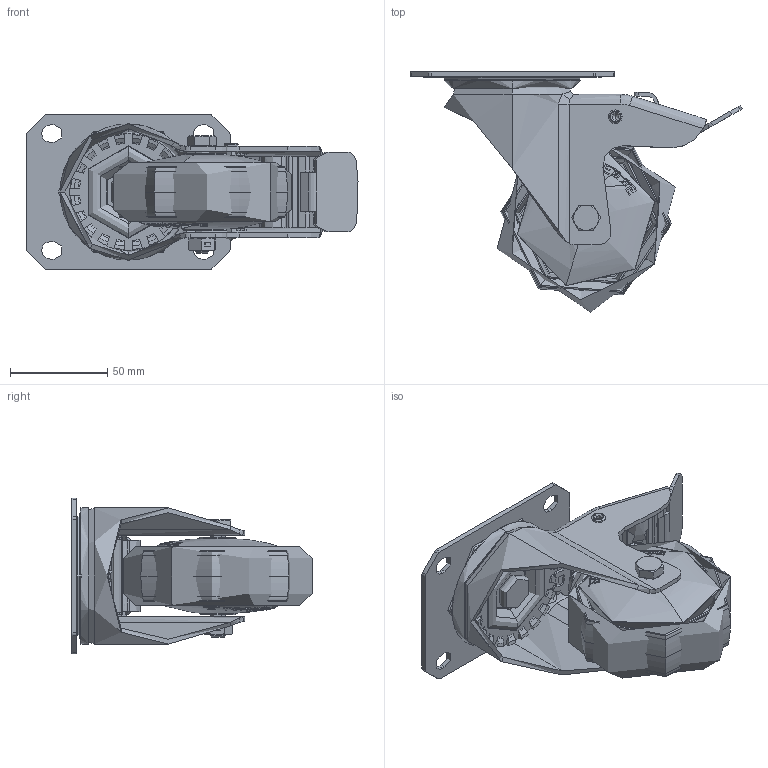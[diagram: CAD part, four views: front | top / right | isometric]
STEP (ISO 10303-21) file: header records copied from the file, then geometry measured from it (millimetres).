
FILE_DESCRIPTION (( 'STEP AP214' ), '1' );
FILE_NAME ('0055709.step', '2023-08-08T08:19:06', ( '' ), ( '' ), 'SwSTEP 2.0', 'SolidWorks 2020', '' );
FILE_SCHEMA (( 'AUTOMOTIVE_DESIGN' ));
Length unit declared in the file: millimetre
Products named in the file (1): 0055709
Bounding box: 170.63 x 123.39 x 80 mm (x, y, z)
Volume: 251386.4 mm3; surface area: 154904.4 mm2
Topology: 11 solids, 11 shells, 1418 faces, 3563 edges, 2219 vertices
Faces by surface type: bspline 378, plane 352, torus 277, cylinder 267, cone 142, sphere 2
Entity records: 80151 total; most frequent: CARTESIAN_POINT 33958, ORIENTED_EDGE 7120, DIRECTION 5117, EDGE_CURVE 3560, VERTEX_POINT 2219, AXIS2_PLACEMENT_3D 2077, B_SPLINE_CURVE_WITH_KNOTS 1546, EDGE_LOOP 1513
